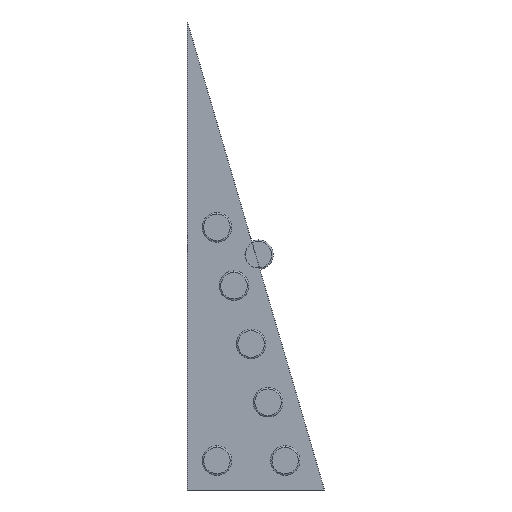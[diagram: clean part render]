
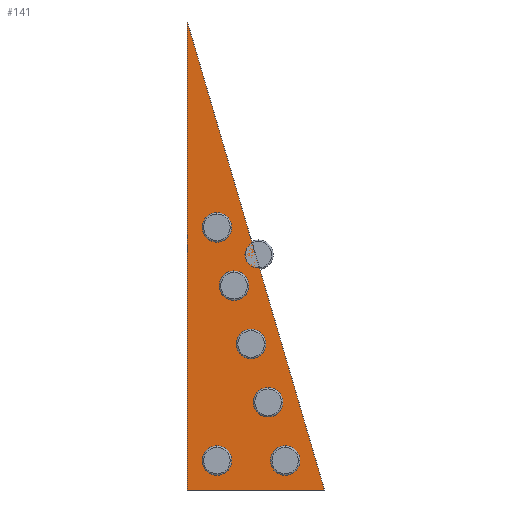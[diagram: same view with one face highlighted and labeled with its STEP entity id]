
A CAD part, front view. The second image highlights one B-rep face of the part: STEP entity #141.
In plain terms, the highlighted planar face has unit normal (0, -1, 0).
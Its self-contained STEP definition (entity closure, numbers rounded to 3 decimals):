
#32=CARTESIAN_POINT('',(-4.82,0.,15.798));
#33=VERTEX_POINT('',#32);
#34=CARTESIAN_POINT('',(-4.82,0.,-15.971));
#35=VERTEX_POINT('',#34);
#36=CARTESIAN_POINT('',(-4.82,0.,15.798));
#37=DIRECTION('',(0.,0.,-1.));
#38=VECTOR('',#37,31.768);
#39=LINE('',#36,#38);
#40=EDGE_CURVE('',#33,#35,#39,.T.);
#72=CARTESIAN_POINT('',(4.485,0.,-15.971));
#73=VERTEX_POINT('',#72);
#74=CARTESIAN_POINT('',(4.485,0.,-15.971));
#75=DIRECTION('',(-0.281,0.,0.96));
#76=VECTOR('',#75,33.103);
#77=LINE('',#74,#76);
#78=EDGE_CURVE('',#73,#33,#77,.T.);
#103=CARTESIAN_POINT('',(-4.82,0.,-15.971));
#104=DIRECTION('',(1.,0.,-0.));
#105=VECTOR('',#104,9.305);
#106=LINE('',#103,#105);
#107=EDGE_CURVE('',#35,#73,#106,.T.);
#131=CARTESIAN_POINT('',(0.,0.,0.));
#132=DIRECTION('',(0.,-1.,0.));
#133=DIRECTION('',(1.,0.,0.));
#134=AXIS2_PLACEMENT_3D('',#131,#132,#133);
#135=PLANE('',#134);
#136=ORIENTED_EDGE('',*,*,#40,.T.);
#137=ORIENTED_EDGE('',*,*,#107,.T.);
#138=ORIENTED_EDGE('',*,*,#78,.T.);
#139=EDGE_LOOP('',(#136,#137,#138));
#140=FACE_BOUND('',#139,.T.);
#141=ADVANCED_FACE('',(#140),#135,.T.);
